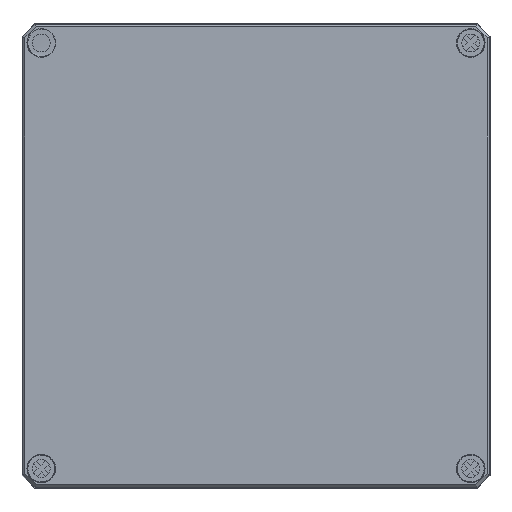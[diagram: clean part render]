
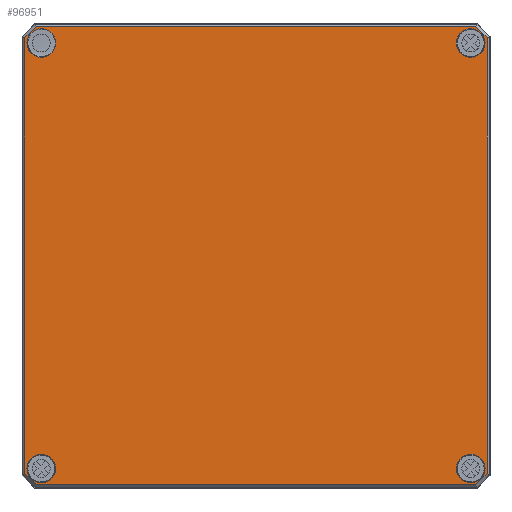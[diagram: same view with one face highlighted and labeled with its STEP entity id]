
A CAD part, top view. The second image highlights one B-rep face of the part: STEP entity #96951.
In plain terms, the highlighted planar face has unit normal (0, 0, 1).
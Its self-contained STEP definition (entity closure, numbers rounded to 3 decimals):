
#2266=CIRCLE('',#101324,5.556);
#2268=CIRCLE('',#101327,5.556);
#2269=CIRCLE('',#101328,5.556);
#2270=CIRCLE('',#101329,5.556);
#2271=CIRCLE('',#101330,5.556);
#2272=CIRCLE('',#101331,5.556);
#3381=FACE_BOUND('',#16173,.T.);
#3382=FACE_BOUND('',#16174,.T.);
#3383=FACE_BOUND('',#16175,.T.);
#3384=FACE_BOUND('',#16176,.T.);
#5271=PLANE('',#101326);
#10263=FACE_OUTER_BOUND('',#16172,.T.);
#16172=EDGE_LOOP('',(#86786,#86787,#86788,#86789,#86790,#86791,#86792,#86793));
#16173=EDGE_LOOP('',(#86794,#86795));
#16174=EDGE_LOOP('',(#86796,#86797));
#16175=EDGE_LOOP('',(#86798));
#16176=EDGE_LOOP('',(#86799));
#23854=LINE('',#172859,#31463);
#23855=LINE('',#172861,#31464);
#23856=LINE('',#172863,#31465);
#23857=LINE('',#172865,#31466);
#23858=LINE('',#172867,#31467);
#23859=LINE('',#172869,#31468);
#23860=LINE('',#172871,#31469);
#23861=LINE('',#172872,#31470);
#31463=VECTOR('',#116883,10.);
#31464=VECTOR('',#116884,10.);
#31465=VECTOR('',#116885,10.);
#31466=VECTOR('',#116886,10.);
#31467=VECTOR('',#116887,10.);
#31468=VECTOR('',#116888,10.);
#31469=VECTOR('',#116889,10.);
#31470=VECTOR('',#116890,10.);
#45592=VERTEX_POINT('',#172853);
#45593=VERTEX_POINT('',#172857);
#45594=VERTEX_POINT('',#172858);
#45595=VERTEX_POINT('',#172860);
#45596=VERTEX_POINT('',#172862);
#45597=VERTEX_POINT('',#172864);
#45598=VERTEX_POINT('',#172866);
#45599=VERTEX_POINT('',#172868);
#45600=VERTEX_POINT('',#172870);
#45601=VERTEX_POINT('',#172873);
#45602=VERTEX_POINT('',#172874);
#45603=VERTEX_POINT('',#172877);
#45604=VERTEX_POINT('',#172878);
#45605=VERTEX_POINT('',#172881);
#59403=EDGE_CURVE('',#45592,#45592,#2266,.T.);
#59405=EDGE_CURVE('',#45593,#45594,#23854,.T.);
#59406=EDGE_CURVE('',#45595,#45593,#23855,.T.);
#59407=EDGE_CURVE('',#45596,#45595,#23856,.T.);
#59408=EDGE_CURVE('',#45597,#45596,#23857,.T.);
#59409=EDGE_CURVE('',#45598,#45597,#23858,.T.);
#59410=EDGE_CURVE('',#45599,#45598,#23859,.T.);
#59411=EDGE_CURVE('',#45600,#45599,#23860,.T.);
#59412=EDGE_CURVE('',#45594,#45600,#23861,.T.);
#59413=EDGE_CURVE('',#45601,#45602,#2268,.T.);
#59414=EDGE_CURVE('',#45602,#45601,#2269,.T.);
#59415=EDGE_CURVE('',#45603,#45604,#2270,.T.);
#59416=EDGE_CURVE('',#45604,#45603,#2271,.T.);
#59417=EDGE_CURVE('',#45605,#45605,#2272,.T.);
#86786=ORIENTED_EDGE('',*,*,#59405,.F.);
#86787=ORIENTED_EDGE('',*,*,#59406,.F.);
#86788=ORIENTED_EDGE('',*,*,#59407,.F.);
#86789=ORIENTED_EDGE('',*,*,#59408,.F.);
#86790=ORIENTED_EDGE('',*,*,#59409,.F.);
#86791=ORIENTED_EDGE('',*,*,#59410,.F.);
#86792=ORIENTED_EDGE('',*,*,#59411,.F.);
#86793=ORIENTED_EDGE('',*,*,#59412,.F.);
#86794=ORIENTED_EDGE('',*,*,#59413,.F.);
#86795=ORIENTED_EDGE('',*,*,#59414,.F.);
#86796=ORIENTED_EDGE('',*,*,#59415,.F.);
#86797=ORIENTED_EDGE('',*,*,#59416,.F.);
#86798=ORIENTED_EDGE('',*,*,#59417,.F.);
#86799=ORIENTED_EDGE('',*,*,#59403,.F.);
#96951=ADVANCED_FACE('',(#10263,#3381,#3382,#3383,#3384),#5271,.T.);
#101324=AXIS2_PLACEMENT_3D('',#172854,#116877,#116878);
#101326=AXIS2_PLACEMENT_3D('',#172856,#116881,#116882);
#101327=AXIS2_PLACEMENT_3D('',#172875,#116891,#116892);
#101328=AXIS2_PLACEMENT_3D('',#172876,#116893,#116894);
#101329=AXIS2_PLACEMENT_3D('',#172879,#116895,#116896);
#101330=AXIS2_PLACEMENT_3D('',#172880,#116897,#116898);
#101331=AXIS2_PLACEMENT_3D('',#172882,#116899,#116900);
#116877=DIRECTION('center_axis',(0.,0.,1.));
#116878=DIRECTION('ref_axis',(-1.,0.,0.));
#116881=DIRECTION('center_axis',(0.,0.,1.));
#116882=DIRECTION('ref_axis',(1.,0.,0.));
#116883=DIRECTION('',(0.707,-0.707,0.));
#116884=DIRECTION('',(1.,0.,0.));
#116885=DIRECTION('',(0.707,0.707,0.));
#116886=DIRECTION('',(0.,1.,0.));
#116887=DIRECTION('',(-0.707,0.707,0.));
#116888=DIRECTION('',(-1.,0.,0.));
#116889=DIRECTION('',(-0.707,-0.707,0.));
#116890=DIRECTION('',(0.,-1.,0.));
#116891=DIRECTION('center_axis',(0.,0.,1.));
#116892=DIRECTION('ref_axis',(1.,0.,0.));
#116893=DIRECTION('center_axis',(0.,0.,1.));
#116894=DIRECTION('ref_axis',(1.,0.,0.));
#116895=DIRECTION('center_axis',(0.,0.,1.));
#116896=DIRECTION('ref_axis',(1.,0.,0.));
#116897=DIRECTION('center_axis',(0.,0.,1.));
#116898=DIRECTION('ref_axis',(1.,0.,0.));
#116899=DIRECTION('center_axis',(0.,0.,1.));
#116900=DIRECTION('ref_axis',(-1.,0.,0.));
#172853=CARTESIAN_POINT('',(-77.944,82.75,18.));
#172854=CARTESIAN_POINT('Origin',(-83.5,82.75,18.));
#172856=CARTESIAN_POINT('Origin',(0.,0.,
18.));
#172857=CARTESIAN_POINT('',(85.521,89.093,18.));
#172858=CARTESIAN_POINT('',(89.843,84.771,18.));
#172859=CARTESIAN_POINT('',(86.244,88.369,18.));
#172860=CARTESIAN_POINT('',(-85.521,89.093,18.));
#172861=CARTESIAN_POINT('',(-43.,89.093,18.));
#172862=CARTESIAN_POINT('',(-89.843,84.771,18.));
#172863=CARTESIAN_POINT('',(-88.744,85.869,18.));
#172864=CARTESIAN_POINT('',(-89.843,-84.771,18.));
#172865=CARTESIAN_POINT('',(-89.843,-42.625,18.));
#172866=CARTESIAN_POINT('',(-85.521,-89.093,18.));
#172867=CARTESIAN_POINT('',(-86.244,-88.369,18.));
#172868=CARTESIAN_POINT('',(85.521,-89.093,18.));
#172869=CARTESIAN_POINT('',(43.,-89.093,18.));
#172870=CARTESIAN_POINT('',(89.843,-84.771,18.));
#172871=CARTESIAN_POINT('',(88.744,-85.869,18.));
#172872=CARTESIAN_POINT('',(89.843,42.625,18.));
#172873=CARTESIAN_POINT('',(77.944,82.75,18.));
#172874=CARTESIAN_POINT('',(89.056,82.75,18.));
#172875=CARTESIAN_POINT('Origin',(83.5,82.75,18.));
#172876=CARTESIAN_POINT('Origin',(83.5,82.75,18.));
#172877=CARTESIAN_POINT('',(77.944,-82.75,18.));
#172878=CARTESIAN_POINT('',(89.056,-82.75,18.));
#172879=CARTESIAN_POINT('Origin',(83.5,-82.75,18.));
#172880=CARTESIAN_POINT('Origin',(83.5,-82.75,18.));
#172881=CARTESIAN_POINT('',(-77.944,-82.75,18.));
#172882=CARTESIAN_POINT('Origin',(-83.5,-82.75,18.));
